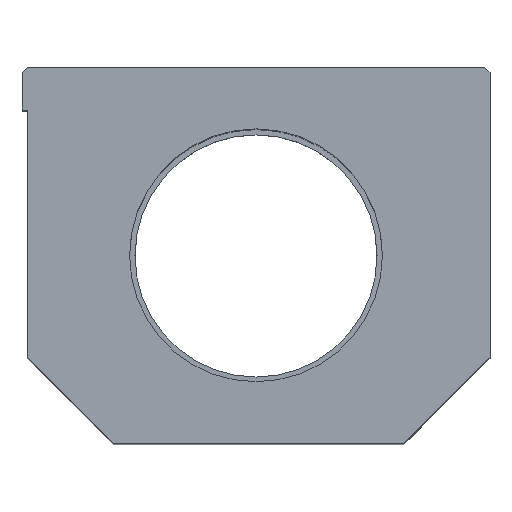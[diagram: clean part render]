
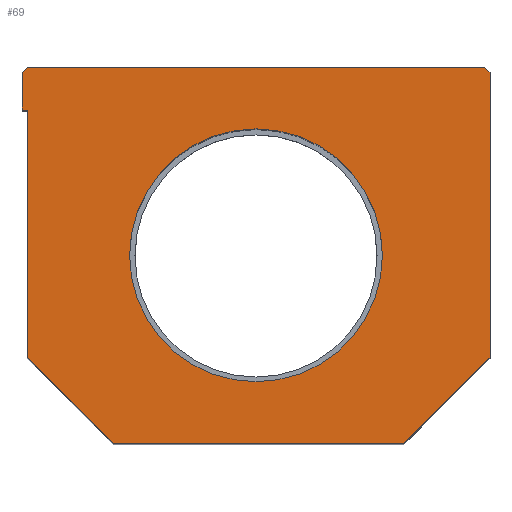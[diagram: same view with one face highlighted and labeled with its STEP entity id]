
A CAD part, top view. The second image highlights one B-rep face of the part: STEP entity #69.
In plain terms, the highlighted planar face has unit normal (0, 0, 1).
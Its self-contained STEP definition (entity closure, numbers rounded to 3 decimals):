
#69 = ADVANCED_FACE( '', ( #173, #174 ), #175, .T. );
#173 = FACE_OUTER_BOUND( '', #338, .T. );
#174 = FACE_BOUND( '', #339, .T. );
#175 = PLANE( '', #340 );
#338 = EDGE_LOOP( '', ( #502, #503, #504, #505, #506, #507, #508, #509, #510, #511 ) );
#339 = EDGE_LOOP( '', ( #512 ) );
#340 = AXIS2_PLACEMENT_3D( '', #513, #514, #515 );
#502 = ORIENTED_EDGE( '', *, *, #841, .T. );
#503 = ORIENTED_EDGE( '', *, *, #842, .T. );
#504 = ORIENTED_EDGE( '', *, *, #843, .T. );
#505 = ORIENTED_EDGE( '', *, *, #844, .T. );
#506 = ORIENTED_EDGE( '', *, *, #845, .T. );
#507 = ORIENTED_EDGE( '', *, *, #846, .T. );
#508 = ORIENTED_EDGE( '', *, *, #847, .T. );
#509 = ORIENTED_EDGE( '', *, *, #848, .T. );
#510 = ORIENTED_EDGE( '', *, *, #849, .T. );
#511 = ORIENTED_EDGE( '', *, *, #850, .T. );
#512 = ORIENTED_EDGE( '', *, *, #851, .T. );
#513 = CARTESIAN_POINT( '', ( 0., 0., 152. ) );
#514 = DIRECTION( '', ( 0., 0., 1. ) );
#515 = DIRECTION( '', ( 1., 0., 0. ) );
#841 = EDGE_CURVE( '', #973, #974, #975, .T. );
#842 = EDGE_CURVE( '', #974, #976, #977, .T. );
#843 = EDGE_CURVE( '', #976, #978, #979, .T. );
#844 = EDGE_CURVE( '', #978, #980, #981, .T. );
#845 = EDGE_CURVE( '', #980, #982, #983, .T. );
#846 = EDGE_CURVE( '', #982, #984, #985, .T. );
#847 = EDGE_CURVE( '', #984, #986, #987, .T. );
#848 = EDGE_CURVE( '', #986, #988, #989, .T. );
#849 = EDGE_CURVE( '', #988, #990, #991, .T. );
#850 = EDGE_CURVE( '', #990, #973, #992, .T. );
#851 = EDGE_CURVE( '', #993, #993, #994, .T. );
#973 = VERTEX_POINT( '', #1170 );
#974 = VERTEX_POINT( '', #1171 );
#975 = LINE( '', #1172, #1173 );
#976 = VERTEX_POINT( '', #1174 );
#977 = LINE( '', #1175, #1176 );
#978 = VERTEX_POINT( '', #1177 );
#979 = LINE( '', #1178, #1179 );
#980 = VERTEX_POINT( '', #1180 );
#981 = LINE( '', #1181, #1182 );
#982 = VERTEX_POINT( '', #1183 );
#983 = LINE( '', #1184, #1185 );
#984 = VERTEX_POINT( '', #1186 );
#985 = LINE( '', #1187, #1188 );
#986 = VERTEX_POINT( '', #1189 );
#987 = LINE( '', #1190, #1191 );
#988 = VERTEX_POINT( '', #1192 );
#989 = LINE( '', #1193, #1194 );
#990 = VERTEX_POINT( '', #1195 );
#991 = LINE( '', #1196, #1197 );
#992 = LINE( '', #1198, #1199 );
#993 = VERTEX_POINT( '', #1200 );
#994 = CIRCLE( '', #1201, 23.5 );
#1170 = CARTESIAN_POINT( '', ( -42.5, 70., 152. ) );
#1171 = CARTESIAN_POINT( '', ( -43.5, 69., 152. ) );
#1172 = CARTESIAN_POINT( '', ( -42.5, 70., 152. ) );
#1173 = VECTOR( '', #1464, 1000. );
#1174 = CARTESIAN_POINT( '', ( -43.5, 62., 152. ) );
#1175 = CARTESIAN_POINT( '', ( -43.5, 69., 152. ) );
#1176 = VECTOR( '', #1465, 1000. );
#1177 = CARTESIAN_POINT( '', ( -42.5, 62., 152. ) );
#1178 = CARTESIAN_POINT( '', ( -43.5, 62., 152. ) );
#1179 = VECTOR( '', #1466, 1000. );
#1180 = CARTESIAN_POINT( '', ( -42.5, 16., 152. ) );
#1181 = CARTESIAN_POINT( '', ( -42.5, 62., 152. ) );
#1182 = VECTOR( '', #1467, 1000. );
#1183 = CARTESIAN_POINT( '', ( -26.5, 0., 152. ) );
#1184 = CARTESIAN_POINT( '', ( -42.5, 16., 152. ) );
#1185 = VECTOR( '', #1468, 1000. );
#1186 = CARTESIAN_POINT( '', ( 27.5, 0., 152. ) );
#1187 = CARTESIAN_POINT( '', ( -26.5, 0., 152. ) );
#1188 = VECTOR( '', #1469, 1000. );
#1189 = CARTESIAN_POINT( '', ( 43.5, 16., 152. ) );
#1190 = CARTESIAN_POINT( '', ( 27.5, 0., 152. ) );
#1191 = VECTOR( '', #1470, 1000. );
#1192 = CARTESIAN_POINT( '', ( 43.5, 69., 152. ) );
#1193 = CARTESIAN_POINT( '', ( 43.5, 16., 152. ) );
#1194 = VECTOR( '', #1471, 1000. );
#1195 = CARTESIAN_POINT( '', ( 42.5, 70., 152. ) );
#1196 = CARTESIAN_POINT( '', ( 43.5, 69., 152. ) );
#1197 = VECTOR( '', #1472, 1000. );
#1198 = CARTESIAN_POINT( '', ( 42.5, 70., 152. ) );
#1199 = VECTOR( '', #1473, 1000. );
#1200 = CARTESIAN_POINT( '', ( -23.5, 35., 152. ) );
#1201 = AXIS2_PLACEMENT_3D( '', #1474, #1475, #1476 );
#1464 = DIRECTION( '', ( -0.707, -0.707, 0. ) );
#1465 = DIRECTION( '', ( 0., -1., 0. ) );
#1466 = DIRECTION( '', ( 1., 0., 0. ) );
#1467 = DIRECTION( '', ( 0., -1., 0. ) );
#1468 = DIRECTION( '', ( 0.707, -0.707, 0. ) );
#1469 = DIRECTION( '', ( 1., 0., 0. ) );
#1470 = DIRECTION( '', ( 0.707, 0.707, 0. ) );
#1471 = DIRECTION( '', ( 0., 1., 0. ) );
#1472 = DIRECTION( '', ( -0.707, 0.707, 0. ) );
#1473 = DIRECTION( '', ( -1., 0., 0. ) );
#1474 = CARTESIAN_POINT( '', ( 0., 35., 152. ) );
#1475 = DIRECTION( '', ( 0., 0., -1. ) );
#1476 = DIRECTION( '', ( -1., 0., 0. ) );
